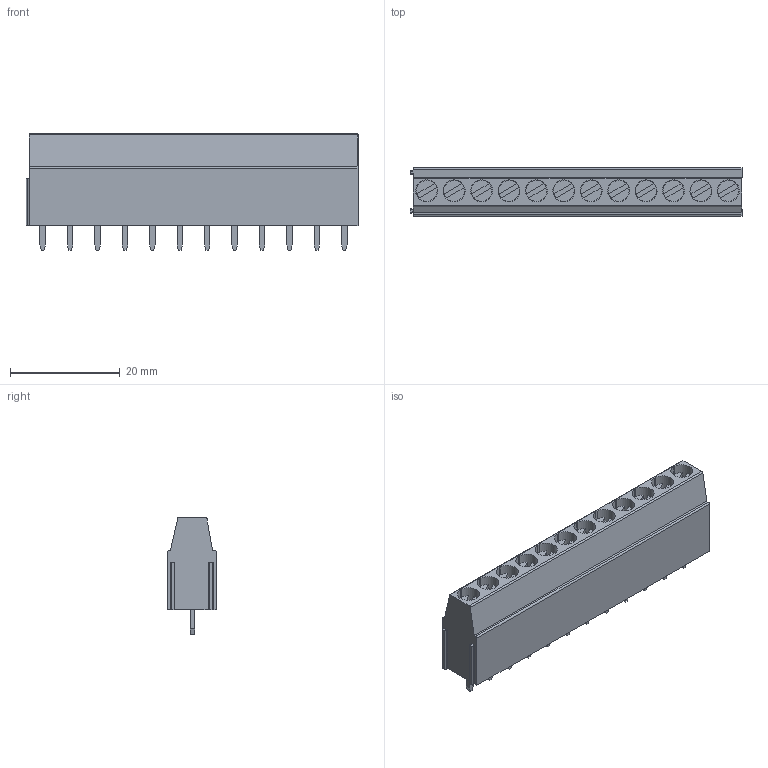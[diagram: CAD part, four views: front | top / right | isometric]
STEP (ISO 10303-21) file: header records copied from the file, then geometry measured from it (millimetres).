
FILE_DESCRIPTION( ( 'STEP AP214' ), '1' );
FILE_NAME( ' ', ' ', ( ' ' ), ( ' ' ), 'PSStep 11.0', 'VISI 17.0', ' ' );
FILE_SCHEMA( ( 'AUTOMOTIVE_DESIGN { 1 0 10303 214 1 1 1 1 }' ) );
Length unit declared in the file: millimetre
Products named in the file (1): 1
Bounding box: 60.55 x 8.9 x 21.3 mm (x, y, z)
Volume: 6994.8 mm3; surface area: 5413.8 mm2
Topology: 1 solids, 1 shells, 454 faces, 1176 edges, 784 vertices
Faces by surface type: plane 374, cylinder 68, cone 12
Full cylindrical faces by diameter (mm): 2.6 x12, 2.85 x12, 3.8 x12
Entity records: 16829 total; most frequent: CARTESIAN_POINT 2307, DIRECTION 2186, ORIENTED_EDGE 2184, EDGE_CURVE 1092, LINE 884, VECTOR 884, VERTEX_POINT 748, AXIS2_PLACEMENT_3D 651
